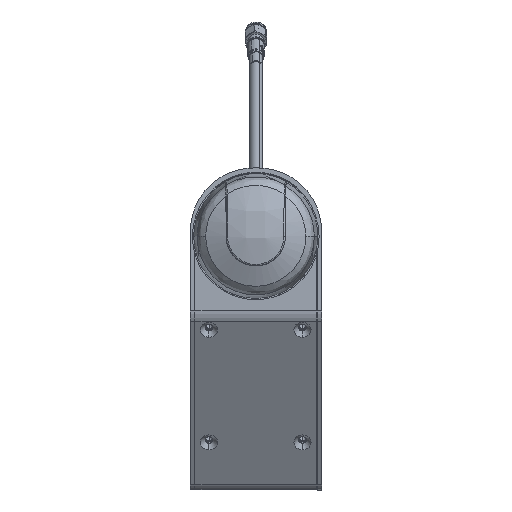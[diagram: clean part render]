
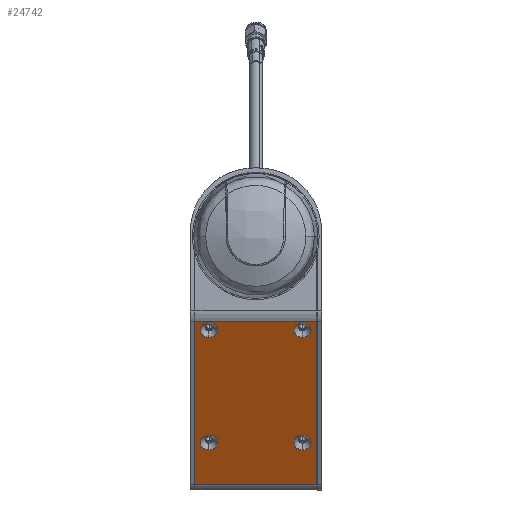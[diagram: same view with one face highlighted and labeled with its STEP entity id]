
A CAD part, top view. The second image highlights one B-rep face of the part: STEP entity #24742.
In plain terms, the highlighted free-form (B-spline) face has degree [1, 1] with [2, 2] control points.
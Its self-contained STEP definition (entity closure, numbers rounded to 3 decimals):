
#750 = AXIS2_PLACEMENT_3D ( 'NONE', #24686, #4182, #36423 ) ;
#1279 = ORIENTED_EDGE ( 'NONE', *, *, #36665, .T. ) ;
#2504 = ORIENTED_EDGE ( 'NONE', *, *, #6331, .T. ) ;
#3687 = VERTEX_POINT ( 'NONE', #12114 ) ;
#3973 = EDGE_CURVE ( 'NONE', #48146, #14389, #50793, .T. ) ;
#4182 = DIRECTION ( 'NONE',  ( 0., 0.5, -0.866 ) ) ;
#4212 = CARTESIAN_POINT ( 'NONE',  ( -22.804, -8.717, 26.298 ) ) ;
#4811 = CARTESIAN_POINT ( 'NONE',  ( 18.596, -2.574, 29.845 ) ) ;
#5126 = CIRCLE ( 'NONE', #30952, 3.3 ) ;
#6331 = EDGE_CURVE ( 'NONE', #14389, #48146, #16403, .T. ) ;
#6854 = VERTEX_POINT ( 'NONE', #39089 ) ;
#6954 = VERTEX_POINT ( 'NONE', #10559 ) ;
#7200 = FACE_BOUND ( 'NONE', #24866, .T. ) ;
#7215 = ORIENTED_EDGE ( 'NONE', *, *, #50428, .T. ) ;
#7496 = AXIS2_PLACEMENT_3D ( 'NONE', #38262, #13854, #26362 ) ;
#8139 = CARTESIAN_POINT ( 'NONE',  ( 19.766, -67.072, -7.393 ) ) ;
#8494 = ORIENTED_EDGE ( 'NONE', *, *, #40861, .T. ) ;
#8602 = CARTESIAN_POINT ( 'NONE',  ( 13.196, -5.859, 27.948 ) ) ;
#8791 = DIRECTION ( 'NONE',  ( 0., 0.866, 0.5 ) ) ;
#9029 = VERTEX_POINT ( 'NONE', #41623 ) ;
#9079 = FACE_OUTER_BOUND ( 'NONE', #18784, .T. ) ;
#9206 = LINE ( 'NONE', #16942, #29655 ) ;
#9543 = CARTESIAN_POINT ( 'NONE',  ( -22.804, -5.859, 27.948 ) ) ;
#9563 = CARTESIAN_POINT ( 'NONE',  ( 13.196, -52.019, 1.298 ) ) ;
#9739 = AXIS2_PLACEMENT_3D ( 'NONE', #9543, #51585, #31613 ) ;
#10559 = CARTESIAN_POINT ( 'NONE',  ( -28.204, -2.574, 29.845 ) ) ;
#11337 = CARTESIAN_POINT ( 'NONE',  ( -22.804, -49.161, 2.948 ) ) ;
#11945 = CARTESIAN_POINT ( 'NONE',  ( 18.596, -2.574, 29.845 ) ) ;
#12114 = CARTESIAN_POINT ( 'NONE',  ( -22.804, -52.019, 1.298 ) ) ;
#13347 = EDGE_CURVE ( 'NONE', #47478, #40881, #49531, .T. ) ;
#13854 = DIRECTION ( 'NONE',  ( 0., 0.5, -0.866 ) ) ;
#14176 = CARTESIAN_POINT ( 'NONE',  ( -22.804, -5.859, 27.948 ) ) ;
#14389 = VERTEX_POINT ( 'NONE', #19916 ) ;
#15497 = FACE_BOUND ( 'NONE', #46700, .T. ) ;
#15775 = AXIS2_PLACEMENT_3D ( 'NONE', #37948, #17300, #21250 ) ;
#16399 = EDGE_LOOP ( 'NONE', ( #22387, #2504 ) ) ;
#16403 = CIRCLE ( 'NONE', #15775, 3.3 ) ;
#16942 = CARTESIAN_POINT ( 'NONE',  ( 18.596, -2.574, 29.845 ) ) ;
#17218 = AXIS2_PLACEMENT_3D ( 'NONE', #8602, #37133, #49617 ) ;
#17300 = DIRECTION ( 'NONE',  ( 0., 0.5, -0.866 ) ) ;
#18185 = VERTEX_POINT ( 'NONE', #4212 ) ;
#18263 = VECTOR ( 'NONE', #41311, 1000. ) ;
#18285 = CARTESIAN_POINT ( 'NONE',  ( 13.196, -3.002, 29.598 ) ) ;
#18293 = DIRECTION ( 'NONE',  ( 0., 0.5, -0.866 ) ) ;
#18784 = EDGE_LOOP ( 'NONE', ( #35213, #22464, #8494, #26333 ) ) ;
#19421 = EDGE_CURVE ( 'NONE', #18185, #43107, #46507, .T. ) ;
#19916 = CARTESIAN_POINT ( 'NONE',  ( 13.196, -46.303, 4.598 ) ) ;
#21218 = DIRECTION ( 'NONE',  ( -1., 0., 0. ) ) ;
#21250 = DIRECTION ( 'NONE',  ( 0., 0.866, 0.5 ) ) ;
#22387 = ORIENTED_EDGE ( 'NONE', *, *, #3973, .T. ) ;
#22464 = ORIENTED_EDGE ( 'NONE', *, *, #48022, .F. ) ;
#22756 = VECTOR ( 'NONE', #37246, 1000. ) ;
#24532 = LINE ( 'NONE', #33708, #48100 ) ;
#24686 = CARTESIAN_POINT ( 'NONE',  ( -22.804, -49.161, 2.948 ) ) ;
#24742 = ADVANCED_FACE ( 'NONE', ( #9079, #7200, #44893, #15497, #38450 ), #25855, .T. ) ;
#24866 = EDGE_LOOP ( 'NONE', ( #7215, #34649 ) ) ;
#25009 = VERTEX_POINT ( 'NONE', #18285 ) ;
#25066 = DIRECTION ( 'NONE',  ( 0., 0.5, -0.866 ) ) ;
#25855 = B_SPLINE_SURFACE_WITH_KNOTS ( 'NONE', 1, 1, ( 
 ( #8139, #29028 ),
 ( #36684, #40927 ) ),
 .UNSPECIFIED., .F., .F., .F.,
 ( 2, 2 ),
 ( 2, 2 ),
 ( 0., 1. ),
 ( 0., 1. ),
 .UNSPECIFIED. ) ;
#26333 = ORIENTED_EDGE ( 'NONE', *, *, #28968, .T. ) ;
#26362 = DIRECTION ( 'NONE',  ( 0., -0.866, -0.5 ) ) ;
#28497 = CARTESIAN_POINT ( 'NONE',  ( 18.596, -65.499, -6.485 ) ) ;
#28968 = EDGE_CURVE ( 'NONE', #6954, #40881, #24532, .T. ) ;
#29028 = CARTESIAN_POINT ( 'NONE',  ( -29.374, -67.072, -7.393 ) ) ;
#29415 = CARTESIAN_POINT ( 'NONE',  ( -28.204, -65.499, -6.485 ) ) ;
#29655 = VECTOR ( 'NONE', #21218, 1000. ) ;
#30421 = DIRECTION ( 'NONE',  ( 0., 0.866, 0.5 ) ) ;
#30539 = CIRCLE ( 'NONE', #50122, 3.3 ) ;
#30952 = AXIS2_PLACEMENT_3D ( 'NONE', #11337, #48456, #52025 ) ;
#31613 = DIRECTION ( 'NONE',  ( 0., -0.866, -0.5 ) ) ;
#33561 = AXIS2_PLACEMENT_3D ( 'NONE', #14176, #18293, #30421 ) ;
#33708 = CARTESIAN_POINT ( 'NONE',  ( -28.204, -2.574, 29.845 ) ) ;
#34649 = ORIENTED_EDGE ( 'NONE', *, *, #46283, .T. ) ;
#34996 = EDGE_LOOP ( 'NONE', ( #35769, #1279 ) ) ;
#35213 = ORIENTED_EDGE ( 'NONE', *, *, #13347, .F. ) ;
#35406 = CIRCLE ( 'NONE', #33561, 3.3 ) ;
#35769 = ORIENTED_EDGE ( 'NONE', *, *, #46679, .T. ) ;
#35807 = CARTESIAN_POINT ( 'NONE',  ( 18.596, -65.499, -6.485 ) ) ;
#36259 = CIRCLE ( 'NONE', #750, 3.3 ) ;
#36344 = VERTEX_POINT ( 'NONE', #11945 ) ;
#36423 = DIRECTION ( 'NONE',  ( 0., -0.866, -0.5 ) ) ;
#36665 = EDGE_CURVE ( 'NONE', #9029, #3687, #5126, .T. ) ;
#36684 = CARTESIAN_POINT ( 'NONE',  ( 19.766, -1., 30.754 ) ) ;
#37133 = DIRECTION ( 'NONE',  ( 0., 0.5, -0.866 ) ) ;
#37246 = DIRECTION ( 'NONE',  ( 0., -0.866, -0.5 ) ) ;
#37948 = CARTESIAN_POINT ( 'NONE',  ( 13.196, -49.161, 2.948 ) ) ;
#38262 = CARTESIAN_POINT ( 'NONE',  ( 13.196, -49.161, 2.948 ) ) ;
#38450 = FACE_BOUND ( 'NONE', #34996, .T. ) ;
#39089 = CARTESIAN_POINT ( 'NONE',  ( 13.196, -8.717, 26.298 ) ) ;
#40324 = EDGE_CURVE ( 'NONE', #43107, #18185, #35406, .T. ) ;
#40861 = EDGE_CURVE ( 'NONE', #36344, #6954, #9206, .T. ) ;
#40881 = VERTEX_POINT ( 'NONE', #29415 ) ;
#40927 = CARTESIAN_POINT ( 'NONE',  ( -29.374, -1., 30.754 ) ) ;
#41311 = DIRECTION ( 'NONE',  ( -1., 0., 0. ) ) ;
#41623 = CARTESIAN_POINT ( 'NONE',  ( -22.804, -46.303, 4.598 ) ) ;
#43107 = VERTEX_POINT ( 'NONE', #45487 ) ;
#43525 = ORIENTED_EDGE ( 'NONE', *, *, #19421, .T. ) ;
#44893 = FACE_BOUND ( 'NONE', #16399, .T. ) ;
#45487 = CARTESIAN_POINT ( 'NONE',  ( -22.804, -3.002, 29.598 ) ) ;
#46283 = EDGE_CURVE ( 'NONE', #25009, #6854, #30539, .T. ) ;
#46507 = CIRCLE ( 'NONE', #9739, 3.3 ) ;
#46679 = EDGE_CURVE ( 'NONE', #3687, #9029, #36259, .T. ) ;
#46700 = EDGE_LOOP ( 'NONE', ( #43525, #52386 ) ) ;
#47083 = DIRECTION ( 'NONE',  ( 0., -0.866, -0.5 ) ) ;
#47478 = VERTEX_POINT ( 'NONE', #28497 ) ;
#48022 = EDGE_CURVE ( 'NONE', #36344, #47478, #48968, .T. ) ;
#48100 = VECTOR ( 'NONE', #47083, 1000. ) ;
#48146 = VERTEX_POINT ( 'NONE', #9563 ) ;
#48456 = DIRECTION ( 'NONE',  ( 0., 0.5, -0.866 ) ) ;
#48968 = LINE ( 'NONE', #4811, #22756 ) ;
#49310 = CARTESIAN_POINT ( 'NONE',  ( 13.196, -5.859, 27.948 ) ) ;
#49531 = LINE ( 'NONE', #35807, #18263 ) ;
#49617 = DIRECTION ( 'NONE',  ( 0., -0.866, -0.5 ) ) ;
#50122 = AXIS2_PLACEMENT_3D ( 'NONE', #49310, #25066, #8791 ) ;
#50428 = EDGE_CURVE ( 'NONE', #6854, #25009, #52520, .T. ) ;
#50793 = CIRCLE ( 'NONE', #7496, 3.3 ) ;
#51585 = DIRECTION ( 'NONE',  ( 0., 0.5, -0.866 ) ) ;
#52025 = DIRECTION ( 'NONE',  ( 0., 0.866, 0.5 ) ) ;
#52386 = ORIENTED_EDGE ( 'NONE', *, *, #40324, .T. ) ;
#52520 = CIRCLE ( 'NONE', #17218, 3.3 ) ;
